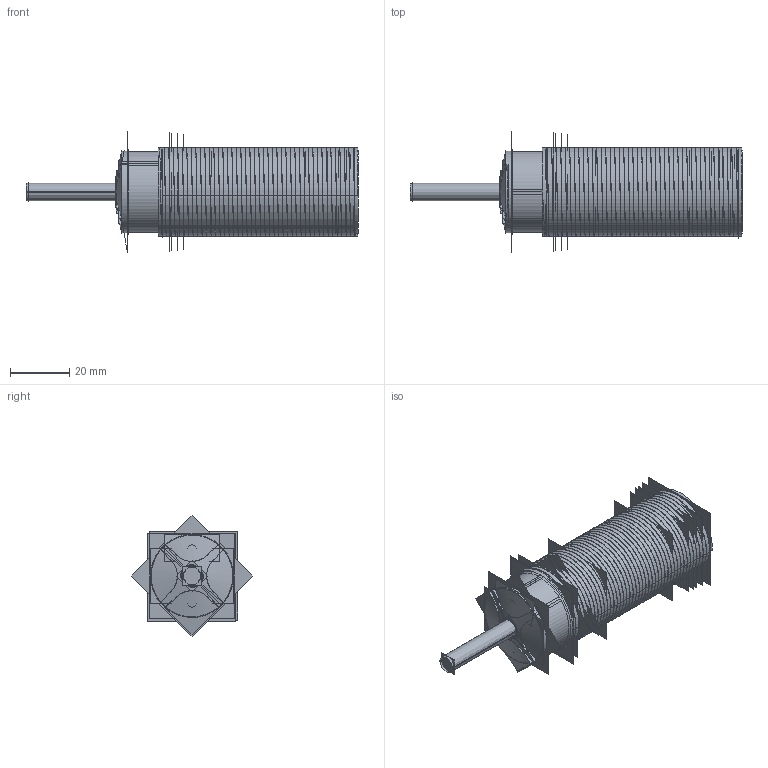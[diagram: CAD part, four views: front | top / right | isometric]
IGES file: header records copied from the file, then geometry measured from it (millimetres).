
Start section:  PTC IGES file: 156676.igs
Global section: file name: 156676.igs; native system: Creo Parametric by Parametric Technology Corporation; preprocessor: 2013230; author: PDMAdmin; organization: Unknown; date: 20160407.135722; units: millimetre
Bounding box: 112.4 x 40.72 x 40.72 mm (x, y, z)
Volume: 13283.1 mm3; surface area: 617251.7 mm2
Topology: 7 solids, 8 shells, 648 faces, 3328 edges, 4248 vertices
Faces by surface type: revolution 404, bspline 244
